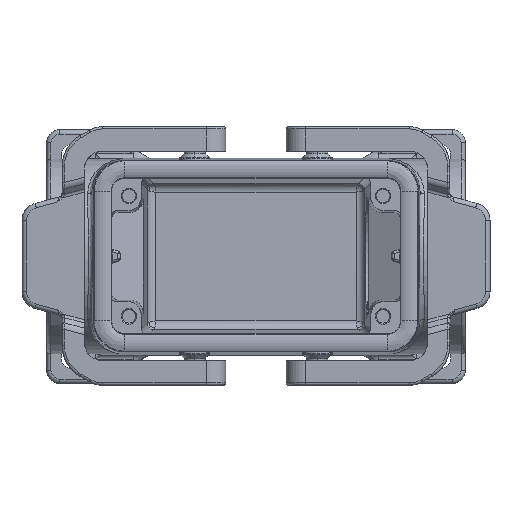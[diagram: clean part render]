
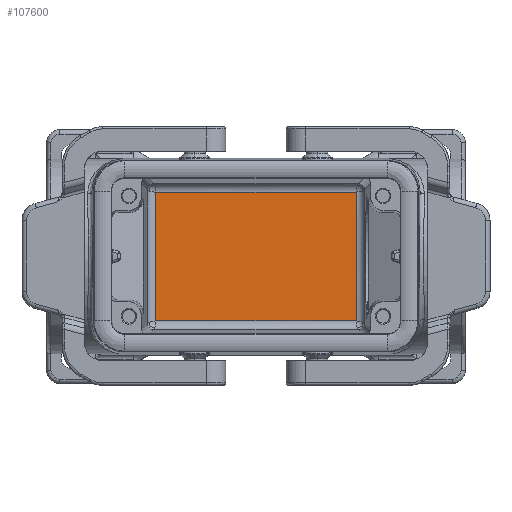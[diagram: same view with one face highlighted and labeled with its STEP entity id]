
A CAD part, top view. The second image highlights one B-rep face of the part: STEP entity #107600.
In plain terms, the highlighted face is planar.
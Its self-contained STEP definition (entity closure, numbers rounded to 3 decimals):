
#16780=CARTESIAN_POINT('',(63.637,0.,67.));
#16790=DIRECTION('',(0.,1.,0.));
#16800=VECTOR('',#16790,1.);
#16810=LINE('',#16780,#16800);
#16820=CARTESIAN_POINT('',(63.637,18.805,67.));
#16830=VERTEX_POINT('',#16820);
#16840=CARTESIAN_POINT('',(63.637,47.697,67.));
#16850=VERTEX_POINT('',#16840);
#16860=EDGE_CURVE('',#16830,#16850,#16810,.T.);
#36220=CARTESIAN_POINT('',(18.745,47.697,67.));
#36230=VERTEX_POINT('',#36220);
#36260=CARTESIAN_POINT('',(0.,47.697,67.));
#36270=DIRECTION('',(1.,0.,0.));
#36280=VECTOR('',#36270,1.);
#36290=LINE('',#36260,#36280);
#36300=EDGE_CURVE('',#36230,#16850,#36290,.T.);
#75130=CARTESIAN_POINT('',(0.,18.805,67.));
#75140=DIRECTION('',(-1.,0.,0.));
#75150=VECTOR('',#75140,1.);
#75160=LINE('',#75130,#75150);
#75170=CARTESIAN_POINT('',(18.745,18.805,67.));
#75180=VERTEX_POINT('',#75170);
#75190=EDGE_CURVE('',#16830,#75180,#75160,.T.);
#76360=CARTESIAN_POINT('',(18.745,0.,67.));
#76370=DIRECTION('',(0.,1.,0.));
#76380=VECTOR('',#76370,1.);
#76390=LINE('',#76360,#76380);
#76400=EDGE_CURVE('',#75180,#36230,#76390,.T.);
#107490=CARTESIAN_POINT('',(0.,0.,
67.));
#107500=DIRECTION('',(0.,0.,1.));
#107510=DIRECTION('',(1.,0.,0.));
#107520=AXIS2_PLACEMENT_3D('',#107490,#107500,#107510);
#107530=PLANE('',#107520);
#107540=ORIENTED_EDGE('',*,*,#76400,.T.);
#107550=ORIENTED_EDGE('',*,*,#75190,.T.);
#107560=ORIENTED_EDGE('',*,*,#16860,.F.);
#107570=ORIENTED_EDGE('',*,*,#36300,.T.);
#107580=EDGE_LOOP('',(#107570,#107560,#107550,#107540));
#107590=FACE_OUTER_BOUND('',#107580,.T.);
#107600=ADVANCED_FACE('',(#107590),#107530,.F.);
